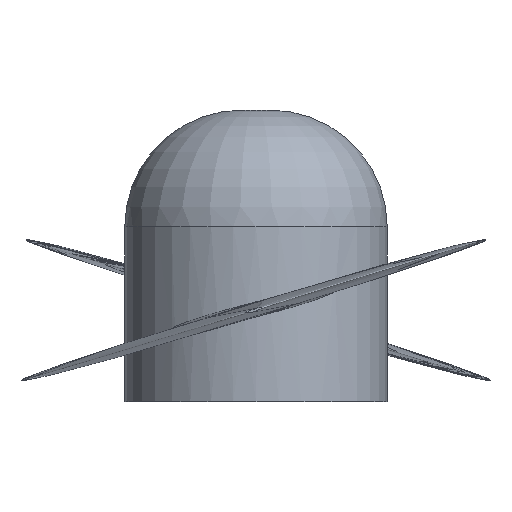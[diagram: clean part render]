
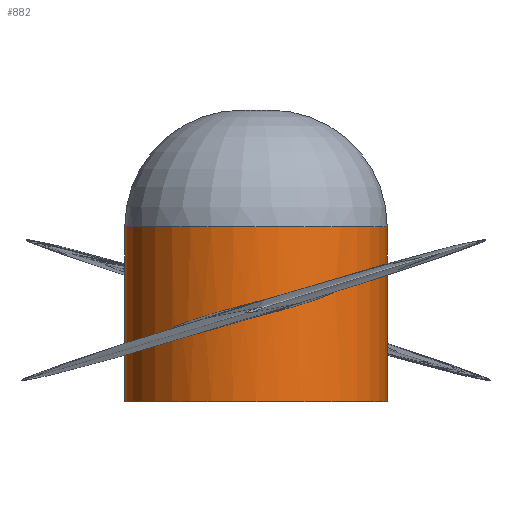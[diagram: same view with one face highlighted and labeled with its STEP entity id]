
A CAD part, front view. The second image highlights one B-rep face of the part: STEP entity #882.
In plain terms, the highlighted cylindrical face has radius 2.25 mm (diameter 4.5 mm), a partial arc.
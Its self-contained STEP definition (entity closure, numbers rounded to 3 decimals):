
#11 = VERTEX_POINT ( 'NONE', #806 ) ;
#20 = CARTESIAN_POINT ( 'NONE',  ( -1.18, -1.917, 1.372 ) ) ;
#25 = CARTESIAN_POINT ( 'NONE',  ( 0.809, -2.103, 1.68 ) ) ;
#29 = CARTESIAN_POINT ( 'NONE',  ( -1.346, -1.803, 1.215 ) ) ;
#38 = VERTEX_POINT ( 'NONE', #467 ) ;
#41 = DIRECTION ( 'NONE',  ( 0., 0., -1. ) ) ;
#49 = CARTESIAN_POINT ( 'NONE',  ( 1.351, -1.799, 1.886 ) ) ;
#52 = LINE ( 'NONE', #432, #742 ) ;
#55 = EDGE_LOOP ( 'NONE', ( #417, #616 ) ) ;
#57 = VERTEX_POINT ( 'NONE', #744 ) ;
#58 = CARTESIAN_POINT ( 'NONE',  ( -1.017, -2.011, 1.428 ) ) ;
#66 = CARTESIAN_POINT ( 'NONE',  ( 1.368, -1.786, 1.911 ) ) ;
#90 = CARTESIAN_POINT ( 'NONE',  ( 2.25, 0., 3. ) ) ;
#95 = CARTESIAN_POINT ( 'NONE',  ( 0.448, -2.209, 1.574 ) ) ;
#99 = CARTESIAN_POINT ( 'NONE',  ( -1.411, -1.753, 1.22 ) ) ;
#117 = CARTESIAN_POINT ( 'NONE',  ( 1.304, -1.834, 1.857 ) ) ;
#119 = EDGE_CURVE ( 'NONE', #279, #11, #738, .T. ) ;
#120 = AXIS2_PLACEMENT_3D ( 'NONE', #646, #720, #512 ) ;
#130 = CARTESIAN_POINT ( 'NONE',  ( 0.208, -2.255, 1.765 ) ) ;
#132 = CARTESIAN_POINT ( 'NONE',  ( 1.357, -1.795, 1.891 ) ) ;
#136 = CARTESIAN_POINT ( 'NONE',  ( -0.302, -2.244, 1.637 ) ) ;
#169 = CARTESIAN_POINT ( 'NONE',  ( 0.071, -2.252, 1.472 ) ) ;
#174 = CARTESIAN_POINT ( 'NONE',  ( -1.439, -1.73, 1.229 ) ) ;
#176 = CARTESIAN_POINT ( 'NONE',  ( -2.25, 0., 5. ) ) ;
#192 = CARTESIAN_POINT ( 'NONE',  ( 1.227, -1.886, 1.823 ) ) ;
#202 = CARTESIAN_POINT ( 'NONE',  ( 0.833, -2.094, 1.89 ) ) ;
#203 = EDGE_LOOP ( 'NONE', ( #841, #480, #356, #819 ) ) ;
#206 = EDGE_CURVE ( 'NONE', #11, #279, #878, .T. ) ;
#236 = CARTESIAN_POINT ( 'NONE',  ( -0.308, -2.232, 1.379 ) ) ;
#243 = CARTESIAN_POINT ( 'NONE',  ( -1.446, -1.724, 1.237 ) ) ;
#260 = CARTESIAN_POINT ( 'NONE',  ( 1.094, -1.967, 1.773 ) ) ;
#261 = VECTOR ( 'NONE', #652, 1000. ) ;
#267 = CARTESIAN_POINT ( 'NONE',  ( -0.903, -2.065, 1.463 ) ) ;
#272 = CARTESIAN_POINT ( 'NONE',  ( 1.124, -1.95, 1.927 ) ) ;
#279 = VERTEX_POINT ( 'NONE', #839 ) ;
#305 = CYLINDRICAL_SURFACE ( 'NONE', #120, 2.25 ) ;
#306 = CARTESIAN_POINT ( 'NONE',  ( -0.683, -2.148, 1.299 ) ) ;
#312 = CARTESIAN_POINT ( 'NONE',  ( -1.441, -1.728, 1.253 ) ) ;
#332 = FACE_OUTER_BOUND ( 'NONE', #203, .T. ) ;
#333 = CARTESIAN_POINT ( 'NONE',  ( 0.926, -2.054, 1.716 ) ) ;
#339 = CARTESIAN_POINT ( 'NONE',  ( 1.263, -1.862, 1.933 ) ) ;
#347 = CARTESIAN_POINT ( 'NONE',  ( -1.408, -1.755, 1.279 ) ) ;
#356 = ORIENTED_EDGE ( 'NONE', *, *, #398, .T. ) ;
#368 = CARTESIAN_POINT ( 'NONE',  ( -1.041, -1.999, 1.238 ) ) ;
#373 = DIRECTION ( 'NONE',  ( 0., 0., 1. ) ) ;
#375 = CARTESIAN_POINT ( 'NONE',  ( -1.43, -1.737, 1.262 ) ) ;
#382 = CARTESIAN_POINT ( 'NONE',  ( -2.25, 0., 0. ) ) ;
#398 = EDGE_CURVE ( 'NONE', #38, #611, #548, .T. ) ;
#402 = CARTESIAN_POINT ( 'NONE',  ( -1.43, -1.737, 1.262 ) ) ;
#404 = CARTESIAN_POINT ( 'NONE',  ( 1.33, -1.815, 1.929 ) ) ;
#417 = ORIENTED_EDGE ( 'NONE', *, *, #119, .T. ) ;
#422 = CARTESIAN_POINT ( 'NONE',  ( -1.233, -1.883, 1.354 ) ) ;
#432 = CARTESIAN_POINT ( 'NONE',  ( 2.25, 0., 5. ) ) ;
#442 = CARTESIAN_POINT ( 'NONE',  ( -1.266, -1.861, 1.216 ) ) ;
#455 = CARTESIAN_POINT ( 'NONE',  ( 0., 0., 3. ) ) ;
#461 = CARTESIAN_POINT ( 'NONE',  ( 1.329, -1.816, 1.868 ) ) ;
#463 = EDGE_CURVE ( 'NONE', #465, #57, #52, .T. ) ;
#465 = VERTEX_POINT ( 'NONE', #90 ) ;
#467 = CARTESIAN_POINT ( 'NONE',  ( -2.25, 0., 3. ) ) ;
#473 = CARTESIAN_POINT ( 'NONE',  ( 1.362, -1.791, 1.918 ) ) ;
#480 = ORIENTED_EDGE ( 'NONE', *, *, #607, .T. ) ;
#486 = AXIS2_PLACEMENT_3D ( 'NONE', #785, #373, #851 ) ;
#506 = FACE_BOUND ( 'NONE', #55, .T. ) ;
#508 = CARTESIAN_POINT ( 'NONE',  ( 0.57, -2.18, 1.609 ) ) ;
#512 = DIRECTION ( 'NONE',  ( -1., 0., 0. ) ) ;
#513 = CARTESIAN_POINT ( 'NONE',  ( -1.372, -1.783, 1.215 ) ) ;
#525 = DIRECTION ( 'NONE',  ( 1., 0., 0. ) ) ;
#548 = LINE ( 'NONE', #176, #261 ) ;
#549 = CARTESIAN_POINT ( 'NONE',  ( 1.363, -1.79, 1.895 ) ) ;
#566 = CARTESIAN_POINT ( 'NONE',  ( -1.31, -1.83, 1.323 ) ) ;
#568 = CARTESIAN_POINT ( 'NONE',  ( -0.548, -2.197, 1.569 ) ) ;
#584 = CARTESIAN_POINT ( 'NONE',  ( 0.199, -2.245, 1.506 ) ) ;
#589 = CARTESIAN_POINT ( 'NONE',  ( -1.424, -1.742, 1.222 ) ) ;
#605 = CARTESIAN_POINT ( 'NONE',  ( 1.253, -1.869, 1.834 ) ) ;
#607 = EDGE_CURVE ( 'NONE', #465, #38, #608, .T. ) ;
#608 = CIRCLE ( 'NONE', #828, 2.25 ) ;
#611 = VERTEX_POINT ( 'NONE', #382 ) ;
#616 = ORIENTED_EDGE ( 'NONE', *, *, #206, .T. ) ;
#618 = CARTESIAN_POINT ( 'NONE',  ( 0.464, -2.217, 1.823 ) ) ;
#621 = CARTESIAN_POINT ( 'NONE',  ( 1.351, -1.799, 1.886 ) ) ;
#638 = CARTESIAN_POINT ( 'NONE',  ( -1.335, -1.812, 1.313 ) ) ;
#646 = CARTESIAN_POINT ( 'NONE',  ( 0., 0., 5. ) ) ;
#650 = CARTESIAN_POINT ( 'NONE',  ( -0.182, -2.246, 1.409 ) ) ;
#652 = DIRECTION ( 'NONE',  ( 0., 0., -1. ) ) ;
#655 = CARTESIAN_POINT ( 'NONE',  ( -1.441, -1.728, 1.231 ) ) ;
#673 = CARTESIAN_POINT ( 'NONE',  ( 1.148, -1.936, 1.792 ) ) ;
#682 = CARTESIAN_POINT ( 'NONE',  ( -1.384, -1.774, 1.29 ) ) ;
#684 = CARTESIAN_POINT ( 'NONE',  ( 0.952, -2.043, 1.909 ) ) ;
#690 = CIRCLE ( 'NONE', #486, 2.25 ) ;
#714 = CARTESIAN_POINT ( 'NONE',  ( -0.558, -2.184, 1.324 ) ) ;
#720 = DIRECTION ( 'NONE',  ( 0., 0., -1. ) ) ;
#721 = CARTESIAN_POINT ( 'NONE',  ( -1.446, -1.724, 1.242 ) ) ;
#738 = B_SPLINE_CURVE_WITH_KNOTS ( 'NONE', 3,
 ( #402, #347, #682, #638, #566, #422, #20, #58, #267, #568, #136, #130, #618, #202, #684, #272, #752, #339, #815, #404, #881, #473, #66, #549, #132, #621 ),
 .UNSPECIFIED., .F., .F.,
 ( 4, 2, 2, 2, 2, 2, 2, 2, 2, 2, 2, 2, 4 ),
 ( 0., 0., 0., 0., 0.001, 0.002, 0.002, 0.003, 0.003, 0.003, 0.003, 0.003, 0.003 ),
 .UNSPECIFIED. ) ;
#742 = VECTOR ( 'NONE', #837, 1000. ) ;
#744 = CARTESIAN_POINT ( 'NONE',  ( 2.25, 0., 0. ) ) ;
#752 = CARTESIAN_POINT ( 'NONE',  ( 1.18, -1.917, 1.932 ) ) ;
#780 = CARTESIAN_POINT ( 'NONE',  ( -0.924, -2.055, 1.256 ) ) ;
#785 = CARTESIAN_POINT ( 'NONE',  ( 0., 0., 0. ) ) ;
#786 = CARTESIAN_POINT ( 'NONE',  ( -1.436, -1.733, 1.258 ) ) ;
#806 = CARTESIAN_POINT ( 'NONE',  ( 1.351, -1.799, 1.886 ) ) ;
#815 = CARTESIAN_POINT ( 'NONE',  ( 1.29, -1.844, 1.933 ) ) ;
#819 = ORIENTED_EDGE ( 'NONE', *, *, #868, .T. ) ;
#828 = AXIS2_PLACEMENT_3D ( 'NONE', #455, #41, #525 ) ;
#837 = DIRECTION ( 'NONE',  ( 0., 0., -1. ) ) ;
#839 = CARTESIAN_POINT ( 'NONE',  ( -1.43, -1.737, 1.262 ) ) ;
#841 = ORIENTED_EDGE ( 'NONE', *, *, #463, .F. ) ;
#845 = CARTESIAN_POINT ( 'NONE',  ( -1.211, -1.898, 1.221 ) ) ;
#851 = DIRECTION ( 'NONE',  ( 1., 0., 0. ) ) ;
#868 = EDGE_CURVE ( 'NONE', #611, #57, #690, .T. ) ;
#878 = B_SPLINE_CURVE_WITH_KNOTS ( 'NONE', 3,
 ( #49, #461, #117, #605, #192, #673, #260, #333, #25, #508, #95, #584, #169, #650, #236, #714, #306, #780, #368, #845, #442, #29, #513, #99, #589, #174, #655, #243, #721, #312, #786, #375 ),
 .UNSPECIFIED., .F., .F.,
 ( 4, 2, 2, 2, 2, 2, 2, 2, 2, 2, 2, 2, 2, 2, 2, 4 ),
 ( 0.003, 0.003, 0.003, 0.004, 0.004, 0.004, 0.005, 0.005, 0.006, 0.006, 0.006, 0.006, 0.006, 0.006, 0.006, 0.006 ),
 .UNSPECIFIED. ) ;
#881 = CARTESIAN_POINT ( 'NONE',  ( 1.343, -1.805, 1.927 ) ) ;
#882 = ADVANCED_FACE ( 'NONE', ( #332, #506 ), #305, .T. ) ;
